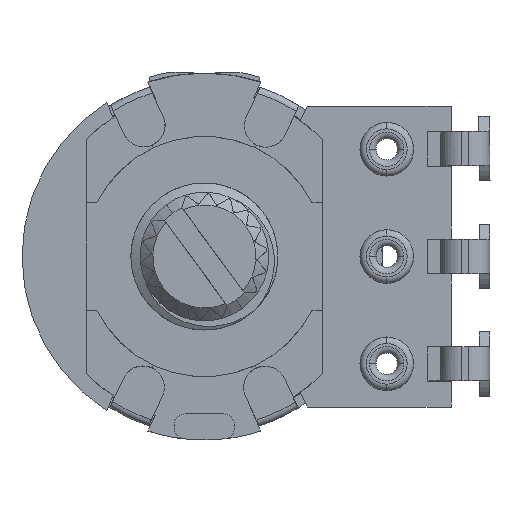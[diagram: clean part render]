
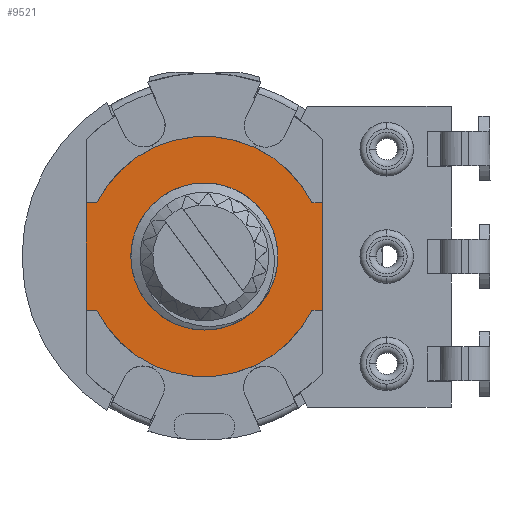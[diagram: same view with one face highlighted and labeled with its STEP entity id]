
A CAD part, front view. The second image highlights one B-rep face of the part: STEP entity #9521.
In plain terms, the highlighted planar face has unit normal (0, -1, 0).
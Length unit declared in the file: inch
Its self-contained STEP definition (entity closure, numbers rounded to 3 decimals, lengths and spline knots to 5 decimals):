
#14=DIRECTION('',(1.,0.,0.));
#15=VECTOR('',#14,0.01925);
#16=CARTESIAN_POINT('',(0.,0.34722,-0.23838));
#17=LINE('',#16,#15);
#18=CARTESIAN_POINT('',(0.21654,0.34722,
-0.33681));
#19=DIRECTION('',(0.,-1.,0.));
#20=DIRECTION('',(0.895,0.,0.446));
#21=AXIS2_PLACEMENT_3D('',#18,#19,#20);
#23=DIRECTION('',(-1.,0.,0.));
#24=VECTOR('',#23,0.01925);
#25=CARTESIAN_POINT('',(0.43307,0.34722,
-0.23838));
#26=LINE('',#25,#24);
#27=DIRECTION('',(0.,0.,1.));
#28=VECTOR('',#27,0.19685);
#29=CARTESIAN_POINT('',(0.43307,0.34722,
-0.43523));
#30=LINE('',#29,#28);
#31=DIRECTION('',(-1.,0.,0.));
#32=VECTOR('',#31,0.01925);
#33=CARTESIAN_POINT('',(0.43307,0.34722,
-0.43523));
#34=LINE('',#33,#32);
#35=CARTESIAN_POINT('',(0.21654,0.34722,
-0.33681));
#36=DIRECTION('',(0.,-1.,0.));
#37=DIRECTION('',(-0.895,0.,-0.446));
#38=AXIS2_PLACEMENT_3D('',#35,#36,#37);
#40=DIRECTION('',(1.,0.,0.));
#41=VECTOR('',#40,0.01925);
#42=CARTESIAN_POINT('',(0.,0.34722,-0.43523));
#43=LINE('',#42,#41);
#44=DIRECTION('',(0.,0.,-1.));
#45=VECTOR('',#44,0.19685);
#46=CARTESIAN_POINT('',(0.,0.34722,-0.23838));
#47=LINE('',#46,#45);
#48=CARTESIAN_POINT('',(0.21654,0.34722,
-0.33681));
#49=DIRECTION('',(0.,-1.,0.));
#50=DIRECTION('',(0.,0.,1.));
#51=AXIS2_PLACEMENT_3D('',#48,#49,#50);
#53=CARTESIAN_POINT('',(0.21654,0.34722,
-0.33681));
#54=DIRECTION('',(0.,-1.,0.));
#55=DIRECTION('',(0.,0.,-1.));
#56=AXIS2_PLACEMENT_3D('',#53,#54,#55);
#7754=CARTESIAN_POINT('',(0.,0.34722,-0.23838));
#7755=CARTESIAN_POINT('',(0.01925,0.34722,
-0.23838));
#7756=VERTEX_POINT('',#7754);
#7757=VERTEX_POINT('',#7755);
#7758=CARTESIAN_POINT('',(0.41382,0.34722,
-0.23838));
#7759=VERTEX_POINT('',#7758);
#7760=CARTESIAN_POINT('',(0.43307,0.34722,
-0.23838));
#7761=VERTEX_POINT('',#7760);
#7762=CARTESIAN_POINT('',(0.43307,0.34722,
-0.43523));
#7763=CARTESIAN_POINT('',(0.41382,0.34722,
-0.43523));
#7764=VERTEX_POINT('',#7762);
#7765=VERTEX_POINT('',#7763);
#7766=CARTESIAN_POINT('',(0.01925,0.34722,
-0.43523));
#7767=VERTEX_POINT('',#7766);
#7768=CARTESIAN_POINT('',(0.,0.34722,-0.43523));
#7769=VERTEX_POINT('',#7768);
#7807=CARTESIAN_POINT('',(0.21654,0.34722,
-0.47165));
#7809=VERTEX_POINT('',#7807);
#7826=CARTESIAN_POINT('',(0.21654,0.34722,
-0.20197));
#7827=VERTEX_POINT('',#7826);
#9492=CARTESIAN_POINT('',(0.21654,0.34722,
-0.33681));
#9493=DIRECTION('',(0.,1.,0.));
#9494=DIRECTION('',(1.,0.,0.));
#9495=AXIS2_PLACEMENT_3D('',#9492,#9493,#9494);
#9496=PLANE('',#9495);
#9498=ORIENTED_EDGE('',*,*,#9497,.T.);
#9500=ORIENTED_EDGE('',*,*,#9499,.F.);
#9502=ORIENTED_EDGE('',*,*,#9501,.F.);
#9504=ORIENTED_EDGE('',*,*,#9503,.F.);
#9506=ORIENTED_EDGE('',*,*,#9505,.T.);
#9508=ORIENTED_EDGE('',*,*,#9507,.F.);
#9510=ORIENTED_EDGE('',*,*,#9509,.F.);
#9512=ORIENTED_EDGE('',*,*,#9511,.F.);
#9513=EDGE_LOOP('',(#9498,#9500,#9502,#9504,#9506,#9508,#9510,#9512));
#9514=FACE_OUTER_BOUND('',#9513,.F.);
#9516=ORIENTED_EDGE('',*,*,#9515,.T.);
#9518=ORIENTED_EDGE('',*,*,#9517,.T.);
#9519=EDGE_LOOP('',(#9516,#9518));
#9520=FACE_BOUND('',#9519,.F.);
#9521=ADVANCED_FACE('',(#9514,#9520),#9496,.F.);
#22=CIRCLE('',#21,0.22047);
#39=CIRCLE('',#38,0.22047);
#52=CIRCLE('',#51,0.13484);
#57=CIRCLE('',#56,0.13484);
#9497=EDGE_CURVE('',#7756,#7757,#17,.T.);
#9499=EDGE_CURVE('',#7759,#7757,#22,.T.);
#9501=EDGE_CURVE('',#7761,#7759,#26,.T.);
#9503=EDGE_CURVE('',#7764,#7761,#30,.T.);
#9505=EDGE_CURVE('',#7764,#7765,#34,.T.);
#9507=EDGE_CURVE('',#7767,#7765,#39,.T.);
#9509=EDGE_CURVE('',#7769,#7767,#43,.T.);
#9511=EDGE_CURVE('',#7756,#7769,#47,.T.);
#9515=EDGE_CURVE('',#7827,#7809,#52,.T.);
#9517=EDGE_CURVE('',#7809,#7827,#57,.T.);
